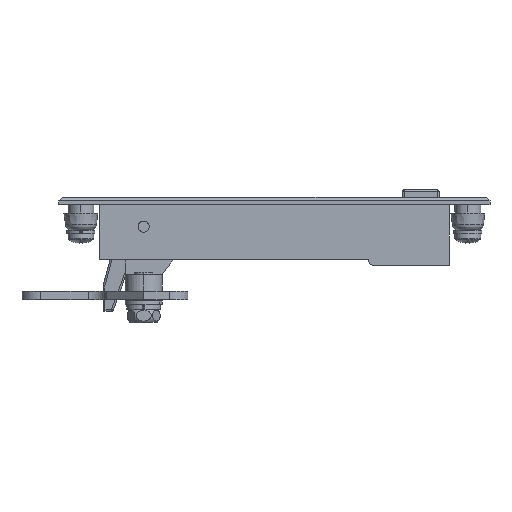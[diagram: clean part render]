
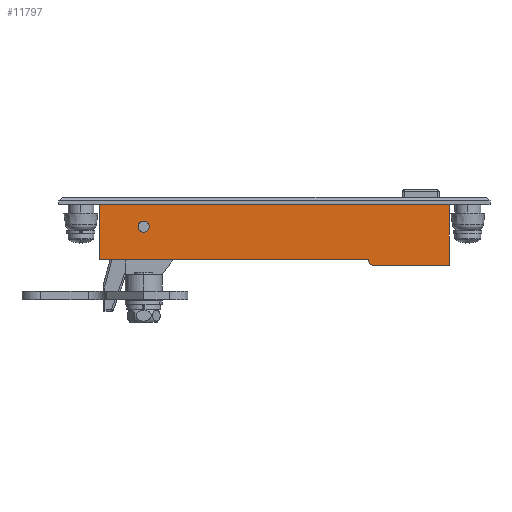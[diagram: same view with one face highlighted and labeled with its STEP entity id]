
A CAD part, left-side view. The second image highlights one B-rep face of the part: STEP entity #11797.
In plain terms, the highlighted planar face has unit normal (-1, 0, 0).
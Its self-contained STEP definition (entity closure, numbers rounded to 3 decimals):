
#149 = DIRECTION ( 'NONE',  ( 1., 0., 0. ) ) ;
#248 = EDGE_CURVE ( 'NONE', #11327, #6651, #1491, .T. ) ;
#389 = CIRCLE ( 'NONE', #15220, 1.5 ) ;
#406 = CARTESIAN_POINT ( 'NONE',  ( -11.5, -62.5, -15. ) ) ;
#506 = DIRECTION ( 'NONE',  ( 0., 1., 0. ) ) ;
#656 = VECTOR ( 'NONE', #1443, 1000. ) ;
#706 = EDGE_LOOP ( 'NONE', ( #14391, #5773, #14633, #4834, #9641, #4254 ) ) ;
#864 = VECTOR ( 'NONE', #8506, 1000. ) ;
#930 = DIRECTION ( 'NONE',  ( 0., 0., -1. ) ) ;
#996 = LINE ( 'NONE', #15310, #12683 ) ;
#1443 = DIRECTION ( 'NONE',  ( 0., 1., 0. ) ) ;
#1491 = CIRCLE ( 'NONE', #5535, 1.5 ) ;
#1526 = CARTESIAN_POINT ( 'NONE',  ( -11.5, 0., -6. ) ) ;
#1731 = CARTESIAN_POINT ( 'NONE',  ( -11.5, 0., -4.5 ) ) ;
#1773 = CARTESIAN_POINT ( 'NONE',  ( -11.5, 0., -6. ) ) ;
#2047 = AXIS2_PLACEMENT_3D ( 'NONE', #4217, #2596, #930 ) ;
#2133 = EDGE_CURVE ( 'NONE', #6651, #11327, #389, .T. ) ;
#2165 = CARTESIAN_POINT ( 'NONE',  ( -11.5, -8., -15. ) ) ;
#2596 = DIRECTION ( 'NONE',  ( 1., 0., 0. ) ) ;
#3087 = CARTESIAN_POINT ( 'NONE',  ( -11.5, -62.5, -16.5 ) ) ;
#3259 = EDGE_CURVE ( 'NONE', #12950, #3984, #996, .T. ) ;
#3820 = LINE ( 'NONE', #2165, #15065 ) ;
#3984 = VERTEX_POINT ( 'NONE', #5634 ) ;
#4217 = CARTESIAN_POINT ( 'NONE',  ( -11.5, -62.5, -15. ) ) ;
#4254 = ORIENTED_EDGE ( 'NONE', *, *, #14767, .F. ) ;
#4724 = LINE ( 'NONE', #3087, #656 ) ;
#4834 = ORIENTED_EDGE ( 'NONE', *, *, #6820, .F. ) ;
#4998 = AXIS2_PLACEMENT_3D ( 'NONE', #406, #14719, #13074 ) ;
#5395 = FACE_OUTER_BOUND ( 'NONE', #706, .T. ) ;
#5535 = AXIS2_PLACEMENT_3D ( 'NONE', #1526, #12555, #10937 ) ;
#5593 = VERTEX_POINT ( 'NONE', #14996 ) ;
#5634 = CARTESIAN_POINT ( 'NONE',  ( -11.5, 12., 0. ) ) ;
#5773 = ORIENTED_EDGE ( 'NONE', *, *, #14558, .F. ) ;
#6049 = EDGE_CURVE ( 'NONE', #5593, #11374, #14688, .T. ) ;
#6616 = FACE_BOUND ( 'NONE', #10960, .T. ) ;
#6651 = VERTEX_POINT ( 'NONE', #1731 ) ;
#6820 = EDGE_CURVE ( 'NONE', #12488, #5593, #4724, .T. ) ;
#8506 = DIRECTION ( 'NONE',  ( 0., -1., 0. ) ) ;
#8724 = VECTOR ( 'NONE', #11448, 1000. ) ;
#9560 = ORIENTED_EDGE ( 'NONE', *, *, #2133, .T. ) ;
#9641 = ORIENTED_EDGE ( 'NONE', *, *, #14980, .F. ) ;
#9664 = CARTESIAN_POINT ( 'NONE',  ( -11.5, 0., -7.5 ) ) ;
#9733 = VERTEX_POINT ( 'NONE', #9837 ) ;
#9837 = CARTESIAN_POINT ( 'NONE',  ( -11.5, -83., 0. ) ) ;
#10131 = CARTESIAN_POINT ( 'NONE',  ( -11.5, -83., 0. ) ) ;
#10905 = CARTESIAN_POINT ( 'NONE',  ( -11.5, -61., -15. ) ) ;
#10937 = DIRECTION ( 'NONE',  ( 0., 0., -1. ) ) ;
#10960 = EDGE_LOOP ( 'NONE', ( #9560, #14970 ) ) ;
#11327 = VERTEX_POINT ( 'NONE', #9664 ) ;
#11374 = VERTEX_POINT ( 'NONE', #10905 ) ;
#11448 = DIRECTION ( 'NONE',  ( 0., 0., -1. ) ) ;
#11736 = LINE ( 'NONE', #10131, #864 ) ;
#11797 = ADVANCED_FACE ( 'NONE', ( #5395, #6616 ), #13463, .F. ) ;
#12488 = VERTEX_POINT ( 'NONE', #15574 ) ;
#12555 = DIRECTION ( 'NONE',  ( 1., 0., 0. ) ) ;
#12683 = VECTOR ( 'NONE', #13673, 1000. ) ;
#12950 = VERTEX_POINT ( 'NONE', #15557 ) ;
#13074 = DIRECTION ( 'NONE',  ( 0., 0., -1. ) ) ;
#13076 = CARTESIAN_POINT ( 'NONE',  ( -11.5, -83., -16.5 ) ) ;
#13463 = PLANE ( 'NONE',  #4998 ) ;
#13673 = DIRECTION ( 'NONE',  ( 0., 0., 1. ) ) ;
#14391 = ORIENTED_EDGE ( 'NONE', *, *, #3259, .F. ) ;
#14438 = DIRECTION ( 'NONE',  ( 0., 0., -1. ) ) ;
#14558 = EDGE_CURVE ( 'NONE', #11374, #12950, #3820, .T. ) ;
#14633 = ORIENTED_EDGE ( 'NONE', *, *, #6049, .F. ) ;
#14688 = CIRCLE ( 'NONE', #2047, 1.5 ) ;
#14719 = DIRECTION ( 'NONE',  ( 1., 0., 0. ) ) ;
#14721 = LINE ( 'NONE', #13076, #8724 ) ;
#14767 = EDGE_CURVE ( 'NONE', #3984, #9733, #11736, .T. ) ;
#14970 = ORIENTED_EDGE ( 'NONE', *, *, #248, .T. ) ;
#14980 = EDGE_CURVE ( 'NONE', #9733, #12488, #14721, .T. ) ;
#14996 = CARTESIAN_POINT ( 'NONE',  ( -11.5, -62.5, -16.5 ) ) ;
#15065 = VECTOR ( 'NONE', #506, 1000. ) ;
#15220 = AXIS2_PLACEMENT_3D ( 'NONE', #1773, #149, #14438 ) ;
#15310 = CARTESIAN_POINT ( 'NONE',  ( -11.5, 12., 0. ) ) ;
#15557 = CARTESIAN_POINT ( 'NONE',  ( -11.5, 12., -15. ) ) ;
#15574 = CARTESIAN_POINT ( 'NONE',  ( -11.5, -83., -16.5 ) ) ;
